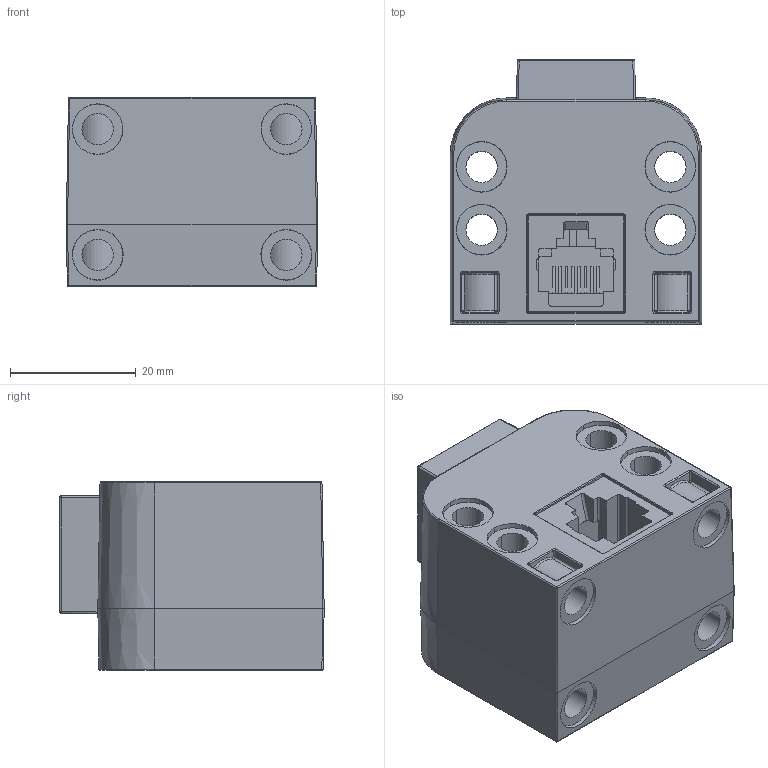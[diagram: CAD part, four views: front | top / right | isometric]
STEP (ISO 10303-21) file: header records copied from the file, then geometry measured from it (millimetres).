
FILE_DESCRIPTION((''),'2;1');
FILE_NAME('BUBETA_ASM','2019-07-01T',('Administrator'),(''),'PRO/ENGINEER BY PARAMETRIC TECHNOLOGY CORPORATION, 2007450','PRO/ENGINEER BY PARAMETRIC TECHNOLOGY CORPORATION, 2007450','');
FILE_SCHEMA(('AUTOMOTIVE_DESIGN_CC2 { 1 2 10303 214 -1 1 5 2 }'));
Length unit declared in the file: millimetre
Products named in the file (12): BUCA_1; BUCA_2; BUMPER_BACK_ASM_2LAST_VERSION_ASM; RESSORT_1LAST_VERSION; BUCA_3; BOARD_1LAST_VERSION; ST-1102W-7_1LAST_VERSION; RJ45_5721-L_1LAST_VERSION; ANALOG_BUTTON_ASM_1LAST_VERSION_ASM; BUCA_4; BUMPER_ASM_2LAST_VERSION_ASM; BUBETA_ASM
Assembly tree (11 placements, depth 4):
  BUBETA_ASM
    BUMPER_ASM_2LAST_VERSION_ASM
      BUMPER_BACK_ASM_2LAST_VERSION_ASM
        BUCA_1
        BUCA_2
      RESSORT_1LAST_VERSION
      BUCA_3
      ANALOG_BUTTON_ASM_1LAST_VERSION_ASM
        BOARD_1LAST_VERSION
        ST-1102W-7_1LAST_VERSION
        RJ45_5721-L_1LAST_VERSION
      BUCA_4
Bounding box: 40 x 42.04 x 30 mm (x, y, z)
Volume: 19101.5 mm3; surface area: 26013.4 mm2
Topology: 7 solids, 7 shells, 1057 faces, 2825 edges, 1828 vertices
Faces by surface type: plane 626, cylinder 297, cone 70, bspline 52, torus 8, sphere 4
Entity records: 46682 total; most frequent: CARTESIAN_POINT 11262, ORIENTED_EDGE 5650, DIRECTION 5372, PRESENTATION_STYLE_ASSIGNMENT 2835, STYLED_ITEM 2832, CURVE_STYLE 2825, EDGE_CURVE 2825, VECTOR 1936
